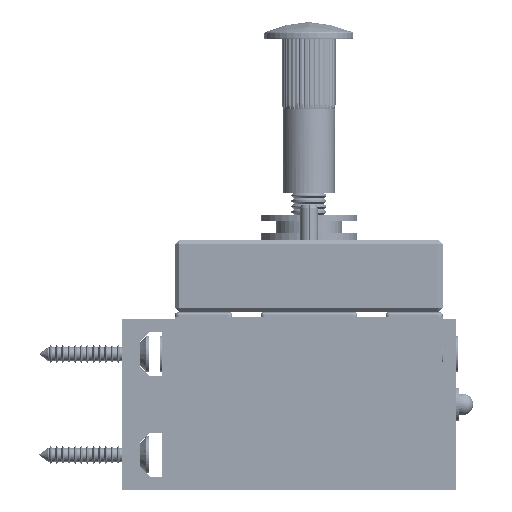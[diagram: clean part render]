
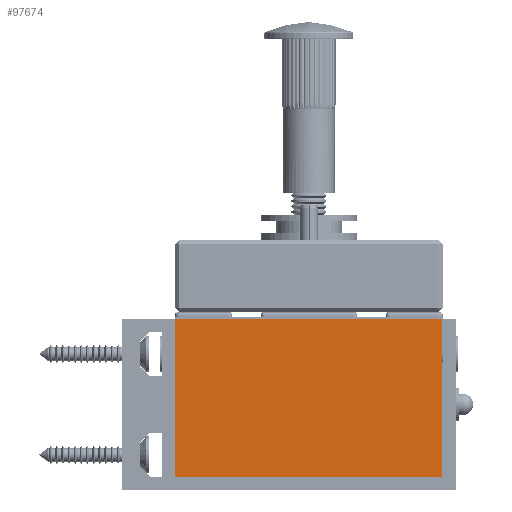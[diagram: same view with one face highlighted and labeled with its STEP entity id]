
A CAD part, left-side view. The second image highlights one B-rep face of the part: STEP entity #97674.
In plain terms, the highlighted planar face has unit normal (-1, 0, 0).
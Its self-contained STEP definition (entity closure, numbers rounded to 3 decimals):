
#2628 = CARTESIAN_POINT ( 'NONE',  ( -133., 30.45, 39. ) ) ;
#5985 = PLANE ( 'NONE',  #108724 ) ;
#6876 = ORIENTED_EDGE ( 'NONE', *, *, #22690, .T. ) ;
#16018 = DIRECTION ( 'NONE',  ( 0., 0., 1. ) ) ;
#17840 = CARTESIAN_POINT ( 'NONE',  ( -133., 30.45, 3. ) ) ;
#18614 = VECTOR ( 'NONE', #16018, 1000. ) ;
#19211 = DIRECTION ( 'NONE',  ( 0., -1., 0. ) ) ;
#22690 = EDGE_CURVE ( 'NONE', #80064, #80999, #115192, .T. ) ;
#23251 = VERTEX_POINT ( 'NONE', #2628 ) ;
#34828 = EDGE_LOOP ( 'NONE', ( #58362, #134197, #103548, #6876 ) ) ;
#38950 = EDGE_CURVE ( 'NONE', #80999, #56035, #123337, .T. ) ;
#39553 = EDGE_CURVE ( 'NONE', #80064, #23251, #136590, .T. ) ;
#46883 = LINE ( 'NONE', #68277, #70701 ) ;
#46927 = CARTESIAN_POINT ( 'NONE',  ( -133., 30.45, 3. ) ) ;
#47202 = DIRECTION ( 'NONE',  ( 1., 0., 0. ) ) ;
#56035 = VERTEX_POINT ( 'NONE', #122585 ) ;
#58362 = ORIENTED_EDGE ( 'NONE', *, *, #38950, .T. ) ;
#60055 = CARTESIAN_POINT ( 'NONE',  ( -133., -30.45, 39. ) ) ;
#68277 = CARTESIAN_POINT ( 'NONE',  ( -133., 30.45, 39. ) ) ;
#70701 = VECTOR ( 'NONE', #80400, 1000. ) ;
#80064 = VERTEX_POINT ( 'NONE', #46927 ) ;
#80400 = DIRECTION ( 'NONE',  ( 0., -1., 0. ) ) ;
#80999 = VERTEX_POINT ( 'NONE', #126136 ) ;
#81943 = VECTOR ( 'NONE', #19211, 1000. ) ;
#86669 = EDGE_CURVE ( 'NONE', #23251, #56035, #46883, .T. ) ;
#91602 = VECTOR ( 'NONE', #106706, 1000. ) ;
#95536 = DIRECTION ( 'NONE',  ( 0., 0., -1. ) ) ;
#97674 = ADVANCED_FACE ( 'NONE', ( #124677 ), #5985, .F. ) ;
#101291 = CARTESIAN_POINT ( 'NONE',  ( -133., 30.45, 39. ) ) ;
#103548 = ORIENTED_EDGE ( 'NONE', *, *, #39553, .F. ) ;
#106706 = DIRECTION ( 'NONE',  ( 0., 0., 1. ) ) ;
#108724 = AXIS2_PLACEMENT_3D ( 'NONE', #101291, #47202, #95536 ) ;
#115192 = LINE ( 'NONE', #17840, #81943 ) ;
#122585 = CARTESIAN_POINT ( 'NONE',  ( -133., -30.45, 39. ) ) ;
#123337 = LINE ( 'NONE', #60055, #18614 ) ;
#124677 = FACE_OUTER_BOUND ( 'NONE', #34828, .T. ) ;
#126136 = CARTESIAN_POINT ( 'NONE',  ( -133., -30.45, 3. ) ) ;
#134197 = ORIENTED_EDGE ( 'NONE', *, *, #86669, .F. ) ;
#136590 = LINE ( 'NONE', #137974, #91602 ) ;
#137974 = CARTESIAN_POINT ( 'NONE',  ( -133., 30.45, 39. ) ) ;
